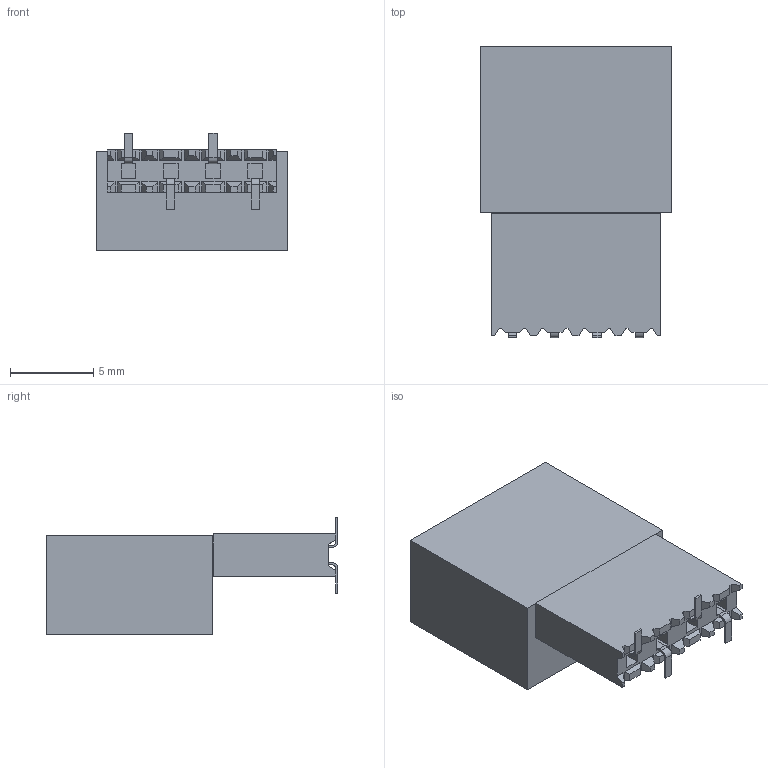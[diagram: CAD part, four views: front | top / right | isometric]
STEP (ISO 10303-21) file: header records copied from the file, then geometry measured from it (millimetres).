
FILE_DESCRIPTION(('FreeCAD Model'),'2;1');
FILE_NAME('DC DC converter.step','2021-10-25T20:44:32',( 'Author'),(''),'Open CASCADE STEP processor 7.3','FreeCAD','Unknown' );
FILE_SCHEMA(('AUTOMOTIVE_DESIGN { 1 0 10303 214 1 1 1 1 }'));
Length unit declared in the file: millimetre
Products named in the file (3): SSM_104_L_SV; Cube; SSM_104_L_SV001
Bounding box: 11.48 x 17.53 x 7.09 mm (x, y, z)
Volume: 846.5 mm3; surface area: 864.1 mm2
Topology: 3 solids, 3 shells, 159 faces, 456 edges, 304 vertices
Faces by surface type: plane 151, cylinder 8
Entity records: 11115 total; most frequent: CARTESIAN_POINT 1832, DIRECTION 1704, LINE 1336, VECTOR 1336, ORIENTED_EDGE 912, PCURVE 912, DEFINITIONAL_REPRESENTATION 912, EDGE_CURVE 456
